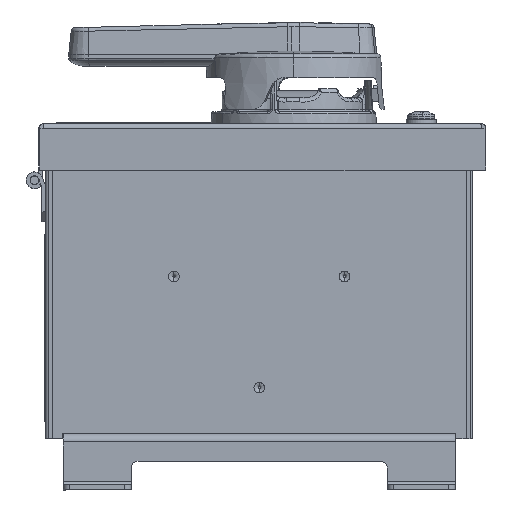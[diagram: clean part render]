
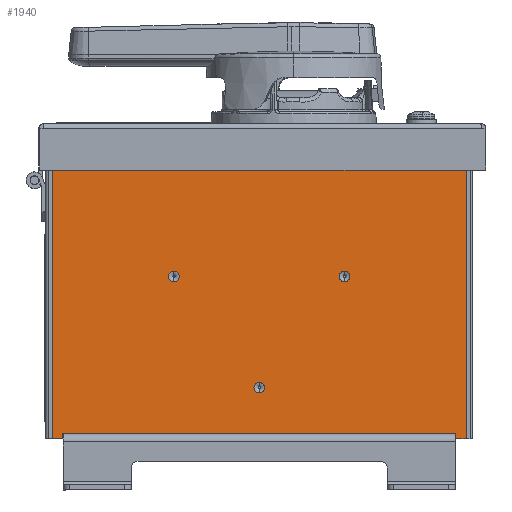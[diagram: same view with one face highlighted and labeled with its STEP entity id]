
A CAD part, front view. The second image highlights one B-rep face of the part: STEP entity #1940.
In plain terms, the highlighted planar face has unit normal (0, -1, 0).
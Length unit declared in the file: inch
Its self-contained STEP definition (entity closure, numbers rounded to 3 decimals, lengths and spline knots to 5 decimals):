
#45 = CARTESIAN_POINT ( 'NONE',  ( 3.033, -4.381, 4.383 ) ) ;
#185 = ORIENTED_EDGE ( 'NONE', *, *, #2307, .T. ) ;
#793 = VERTEX_POINT ( 'NONE', #25672 ) ;
#1127 = CARTESIAN_POINT ( 'NONE',  ( -1.25, -4.381, 2.38 ) ) ;
#1219 = DIRECTION ( 'NONE',  ( 0., 0., -1. ) ) ;
#1238 = VERTEX_POINT ( 'NONE', #5118 ) ;
#1581 = DIRECTION ( 'NONE',  ( 0., 1., 0. ) ) ;
#1634 = FACE_BOUND ( 'NONE', #24986, .T. ) ;
#1850 = EDGE_CURVE ( 'NONE', #20476, #5722, #22465, .T. ) ;
#1851 = VERTEX_POINT ( 'NONE', #14844 ) ;
#1940 = ADVANCED_FACE ( 'NONE', ( #1634, #27591, #8836, #18161 ), #27447, .F. ) ;
#2078 = CARTESIAN_POINT ( 'NONE',  ( 0., -4.381, 0.75 ) ) ;
#2307 = EDGE_CURVE ( 'NONE', #12323, #6129, #28745, .T. ) ;
#2664 = CARTESIAN_POINT ( 'NONE',  ( -1.25, -4.381, 2.30202 ) ) ;
#3557 = VECTOR ( 'NONE', #28612, 39.37008 ) ;
#3823 = DIRECTION ( 'NONE',  ( 0., 1., 0. ) ) ;
#3906 = CARTESIAN_POINT ( 'NONE',  ( 2.88, -4.381, 0.075 ) ) ;
#4123 = EDGE_CURVE ( 'NONE', #9891, #28428, #26272, .T. ) ;
#4505 = VECTOR ( 'NONE', #28585, 39.37008 ) ;
#4795 = ORIENTED_EDGE ( 'NONE', *, *, #24121, .F. ) ;
#4854 = EDGE_CURVE ( 'NONE', #23048, #1238, #26264, .T. ) ;
#5012 = ORIENTED_EDGE ( 'NONE', *, *, #21684, .T. ) ;
#5118 = CARTESIAN_POINT ( 'NONE',  ( -2.88, -4.381, 0. ) ) ;
#5124 = LINE ( 'NONE', #7582, #3557 ) ;
#5149 = CIRCLE ( 'NONE', #7606, 0.07798 ) ;
#5722 = VERTEX_POINT ( 'NONE', #26015 ) ;
#5991 = AXIS2_PLACEMENT_3D ( 'NONE', #22968, #3823, #27657 ) ;
#6028 = DIRECTION ( 'NONE',  ( 0., 1., 0. ) ) ;
#6096 = DIRECTION ( 'NONE',  ( 0., 0., -1. ) ) ;
#6129 = VERTEX_POINT ( 'NONE', #9563 ) ;
#6502 = LINE ( 'NONE', #45, #8380 ) ;
#6783 = ORIENTED_EDGE ( 'NONE', *, *, #4123, .T. ) ;
#7079 = CIRCLE ( 'NONE', #20759, 0.07798 ) ;
#7413 = ORIENTED_EDGE ( 'NONE', *, *, #11214, .T. ) ;
#7439 = DIRECTION ( 'NONE',  ( 1., 0., 0. ) ) ;
#7582 = CARTESIAN_POINT ( 'NONE',  ( -3.033, -4.381, 0. ) ) ;
#7606 = AXIS2_PLACEMENT_3D ( 'NONE', #15366, #6028, #19782 ) ;
#8380 = VECTOR ( 'NONE', #27401, 39.37008 ) ;
#8836 = FACE_BOUND ( 'NONE', #24464, .T. ) ;
#9097 = LINE ( 'NONE', #18403, #27359 ) ;
#9163 = CARTESIAN_POINT ( 'NONE',  ( -2.88, -4.381, 0.075 ) ) ;
#9563 = CARTESIAN_POINT ( 'NONE',  ( 1.25, -4.381, 2.45798 ) ) ;
#9809 = CIRCLE ( 'NONE', #17573, 0.07798 ) ;
#9891 = VERTEX_POINT ( 'NONE', #9163 ) ;
#9985 = DIRECTION ( 'NONE',  ( 1., 0., 0. ) ) ;
#10567 = ORIENTED_EDGE ( 'NONE', *, *, #21561, .T. ) ;
#10596 = DIRECTION ( 'NONE',  ( 0., 1., 0. ) ) ;
#10686 = EDGE_CURVE ( 'NONE', #22539, #793, #28023, .T. ) ;
#11214 = EDGE_CURVE ( 'NONE', #6129, #12323, #5149, .T. ) ;
#11235 = EDGE_CURVE ( 'NONE', #5722, #20476, #7079, .T. ) ;
#11665 = DIRECTION ( 'NONE',  ( 0., 0., -1. ) ) ;
#12303 = DIRECTION ( 'NONE',  ( 0., 0., 1. ) ) ;
#12323 = VERTEX_POINT ( 'NONE', #26820 ) ;
#13039 = EDGE_LOOP ( 'NONE', ( #4795, #28127, #28654, #13681, #6783, #10567, #13475, #28947 ) ) ;
#13322 = CARTESIAN_POINT ( 'NONE',  ( 0., -4.381, 0.67202 ) ) ;
#13475 = ORIENTED_EDGE ( 'NONE', *, *, #10686, .T. ) ;
#13681 = ORIENTED_EDGE ( 'NONE', *, *, #26990, .T. ) ;
#13809 = CARTESIAN_POINT ( 'NONE',  ( -3.033, -4.381, 0. ) ) ;
#14292 = VERTEX_POINT ( 'NONE', #13322 ) ;
#14697 = CARTESIAN_POINT ( 'NONE',  ( 2.88, -4.381, 0.075 ) ) ;
#14844 = CARTESIAN_POINT ( 'NONE',  ( 0., -4.381, 0.82798 ) ) ;
#14907 = VECTOR ( 'NONE', #7439, 39.37008 ) ;
#15220 = CARTESIAN_POINT ( 'NONE',  ( 0., -4.381, 4.383 ) ) ;
#15366 = CARTESIAN_POINT ( 'NONE',  ( 1.25, -4.381, 2.38 ) ) ;
#16160 = EDGE_CURVE ( 'NONE', #24369, #23048, #5124, .T. ) ;
#16479 = ORIENTED_EDGE ( 'NONE', *, *, #1850, .T. ) ;
#16676 = CARTESIAN_POINT ( 'NONE',  ( -3.033, -4.381, 4.343 ) ) ;
#17319 = CARTESIAN_POINT ( 'NONE',  ( 1.25, -4.381, 2.38 ) ) ;
#17407 = EDGE_CURVE ( 'NONE', #793, #23207, #6502, .T. ) ;
#17573 = AXIS2_PLACEMENT_3D ( 'NONE', #2078, #24629, #26885 ) ;
#17667 = VECTOR ( 'NONE', #9985, 39.37008 ) ;
#18161 = FACE_OUTER_BOUND ( 'NONE', #13039, .T. ) ;
#18185 = EDGE_CURVE ( 'NONE', #14292, #1851, #27426, .T. ) ;
#18242 = LINE ( 'NONE', #21128, #26339 ) ;
#18403 = CARTESIAN_POINT ( 'NONE',  ( -2.88, -4.381, 0.075 ) ) ;
#19517 = AXIS2_PLACEMENT_3D ( 'NONE', #17319, #10596, #1219 ) ;
#19782 = DIRECTION ( 'NONE',  ( 0., 0., -1. ) ) ;
#20136 = DIRECTION ( 'NONE',  ( 0., 1., 0. ) ) ;
#20476 = VERTEX_POINT ( 'NONE', #2664 ) ;
#20759 = AXIS2_PLACEMENT_3D ( 'NONE', #1127, #29174, #22534 ) ;
#20965 = AXIS2_PLACEMENT_3D ( 'NONE', #15220, #1581, #24538 ) ;
#21090 = ORIENTED_EDGE ( 'NONE', *, *, #18185, .T. ) ;
#21128 = CARTESIAN_POINT ( 'NONE',  ( 2.88, -4.381, 0. ) ) ;
#21524 = VECTOR ( 'NONE', #25667, 39.37008 ) ;
#21561 = EDGE_CURVE ( 'NONE', #28428, #22539, #18242, .T. ) ;
#21614 = LINE ( 'NONE', #23281, #4505 ) ;
#21684 = EDGE_CURVE ( 'NONE', #1851, #14292, #9809, .T. ) ;
#22044 = CARTESIAN_POINT ( 'NONE',  ( 3.033, -4.381, 4.343 ) ) ;
#22465 = CIRCLE ( 'NONE', #22926, 0.07798 ) ;
#22534 = DIRECTION ( 'NONE',  ( 0., 0., -1. ) ) ;
#22539 = VERTEX_POINT ( 'NONE', #27145 ) ;
#22926 = AXIS2_PLACEMENT_3D ( 'NONE', #27008, #20136, #6096 ) ;
#22968 = CARTESIAN_POINT ( 'NONE',  ( 0., -4.381, 0.75 ) ) ;
#23048 = VERTEX_POINT ( 'NONE', #13809 ) ;
#23207 = VERTEX_POINT ( 'NONE', #22044 ) ;
#23281 = CARTESIAN_POINT ( 'NONE',  ( 0., -4.381, 4.343 ) ) ;
#24121 = EDGE_CURVE ( 'NONE', #24369, #23207, #21614, .T. ) ;
#24369 = VERTEX_POINT ( 'NONE', #16676 ) ;
#24464 = EDGE_LOOP ( 'NONE', ( #21090, #5012 ) ) ;
#24520 = ORIENTED_EDGE ( 'NONE', *, *, #11235, .T. ) ;
#24538 = DIRECTION ( 'NONE',  ( 0., 0., 1. ) ) ;
#24629 = DIRECTION ( 'NONE',  ( 0., 1., 0. ) ) ;
#24986 = EDGE_LOOP ( 'NONE', ( #16479, #24520 ) ) ;
#25667 = DIRECTION ( 'NONE',  ( 1., 0., 0. ) ) ;
#25672 = CARTESIAN_POINT ( 'NONE',  ( 3.033, -4.381, 0. ) ) ;
#26015 = CARTESIAN_POINT ( 'NONE',  ( -1.25, -4.381, 2.45798 ) ) ;
#26264 = LINE ( 'NONE', #28677, #17667 ) ;
#26272 = LINE ( 'NONE', #14697, #21524 ) ;
#26339 = VECTOR ( 'NONE', #11665, 39.37008 ) ;
#26820 = CARTESIAN_POINT ( 'NONE',  ( 1.25, -4.381, 2.30202 ) ) ;
#26885 = DIRECTION ( 'NONE',  ( 0., 0., -1. ) ) ;
#26990 = EDGE_CURVE ( 'NONE', #1238, #9891, #9097, .T. ) ;
#27008 = CARTESIAN_POINT ( 'NONE',  ( -1.25, -4.381, 2.38 ) ) ;
#27145 = CARTESIAN_POINT ( 'NONE',  ( 2.88, -4.381, 0. ) ) ;
#27359 = VECTOR ( 'NONE', #12303, 39.37008 ) ;
#27401 = DIRECTION ( 'NONE',  ( 0., 0., 1. ) ) ;
#27426 = CIRCLE ( 'NONE', #5991, 0.07798 ) ;
#27447 = PLANE ( 'NONE',  #20965 ) ;
#27591 = FACE_BOUND ( 'NONE', #29448, .T. ) ;
#27657 = DIRECTION ( 'NONE',  ( 0., 0., -1. ) ) ;
#28023 = LINE ( 'NONE', #28301, #14907 ) ;
#28127 = ORIENTED_EDGE ( 'NONE', *, *, #16160, .T. ) ;
#28301 = CARTESIAN_POINT ( 'NONE',  ( 3.033, -4.381, 0. ) ) ;
#28428 = VERTEX_POINT ( 'NONE', #3906 ) ;
#28585 = DIRECTION ( 'NONE',  ( 1., 0., 0. ) ) ;
#28612 = DIRECTION ( 'NONE',  ( 0., 0., -1. ) ) ;
#28654 = ORIENTED_EDGE ( 'NONE', *, *, #4854, .T. ) ;
#28677 = CARTESIAN_POINT ( 'NONE',  ( -2.88, -4.381, 0. ) ) ;
#28745 = CIRCLE ( 'NONE', #19517, 0.07798 ) ;
#28947 = ORIENTED_EDGE ( 'NONE', *, *, #17407, .T. ) ;
#29174 = DIRECTION ( 'NONE',  ( 0., 1., 0. ) ) ;
#29448 = EDGE_LOOP ( 'NONE', ( #185, #7413 ) ) ;
